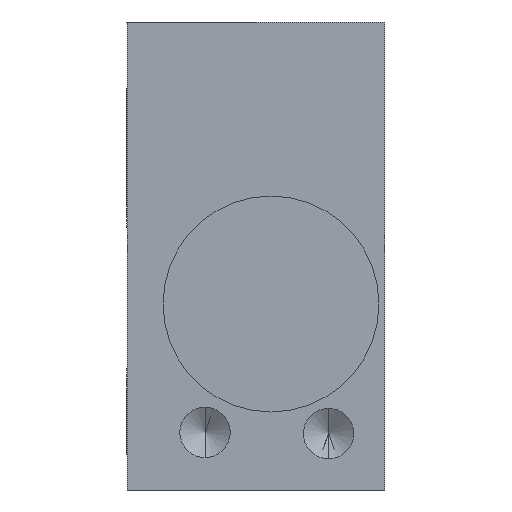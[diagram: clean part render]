
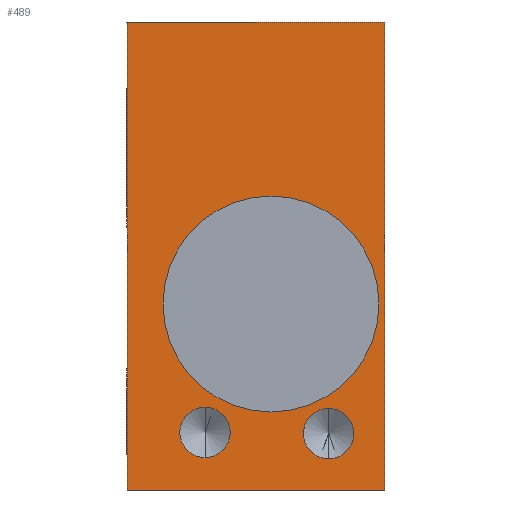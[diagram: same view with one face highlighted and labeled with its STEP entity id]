
A CAD part, left-side view. The second image highlights one B-rep face of the part: STEP entity #489.
In plain terms, the highlighted planar face has unit normal (-1, 0, 0).
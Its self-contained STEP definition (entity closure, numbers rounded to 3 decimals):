
#19 = CARTESIAN_POINT ( 'NONE',  ( -27.5, 0., -39. ) ) ;
#66 = ORIENTED_EDGE ( 'NONE', *, *, #1763, .F. ) ;
#79 = EDGE_CURVE ( 'NONE', #1086, #3037, #3527, .T. ) ;
#194 = CIRCLE ( 'NONE', #2443, 2.1 ) ;
#251 = CIRCLE ( 'NONE', #3468, 9. ) ;
#293 = CARTESIAN_POINT ( 'NONE',  ( -27.5, 0., 0. ) ) ;
#322 = VERTEX_POINT ( 'NONE', #825 ) ;
#362 = CARTESIAN_POINT ( 'NONE',  ( -27.5, -21.5, 0. ) ) ;
#489 = ADVANCED_FACE ( 'NONE', ( #4503, #4524, #2002, #955 ), #2757, .T. ) ;
#598 = VERTEX_POINT ( 'NONE', #3423 ) ;
#625 = AXIS2_PLACEMENT_3D ( 'NONE', #1404, #1776, #747 ) ;
#697 = DIRECTION ( 'NONE',  ( 0., -1., 0. ) ) ;
#707 = DIRECTION ( 'NONE',  ( 0., 0., 1. ) ) ;
#747 = DIRECTION ( 'NONE',  ( 0., 0., 1. ) ) ;
#772 = EDGE_CURVE ( 'NONE', #2993, #322, #251, .T. ) ;
#780 = EDGE_CURVE ( 'NONE', #1637, #1459, #3908, .T. ) ;
#825 = CARTESIAN_POINT ( 'NONE',  ( -27.5, -21., -23.5 ) ) ;
#829 = AXIS2_PLACEMENT_3D ( 'NONE', #1812, #3258, #2863 ) ;
#918 = DIRECTION ( 'NONE',  ( 0., 0., 1. ) ) ;
#929 = DIRECTION ( 'NONE',  ( -1., 0., 0. ) ) ;
#955 = FACE_OUTER_BOUND ( 'NONE', #3488, .T. ) ;
#991 = ORIENTED_EDGE ( 'NONE', *, *, #4067, .F. ) ;
#1021 = ORIENTED_EDGE ( 'NONE', *, *, #2434, .F. ) ;
#1086 = VERTEX_POINT ( 'NONE', #4240 ) ;
#1239 = DIRECTION ( 'NONE',  ( -1., 0., 0. ) ) ;
#1245 = ORIENTED_EDGE ( 'NONE', *, *, #1964, .F. ) ;
#1291 = VECTOR ( 'NONE', #3582, 1000. ) ;
#1363 = VERTEX_POINT ( 'NONE', #3682 ) ;
#1376 = CARTESIAN_POINT ( 'NONE',  ( -27.5, -12., -23.5 ) ) ;
#1404 = CARTESIAN_POINT ( 'NONE',  ( -27.5, -16.8, -34.3 ) ) ;
#1426 = LINE ( 'NONE', #3254, #1291 ) ;
#1439 = DIRECTION ( 'NONE',  ( -1., 0., 0. ) ) ;
#1459 = VERTEX_POINT ( 'NONE', #362 ) ;
#1483 = CIRCLE ( 'NONE', #4113, 2.1 ) ;
#1494 = EDGE_CURVE ( 'NONE', #2230, #1363, #2870, .T. ) ;
#1515 = CIRCLE ( 'NONE', #625, 2.1 ) ;
#1536 = AXIS2_PLACEMENT_3D ( 'NONE', #3212, #2809, #3124 ) ;
#1637 = VERTEX_POINT ( 'NONE', #293 ) ;
#1700 = ORIENTED_EDGE ( 'NONE', *, *, #780, .F. ) ;
#1749 = CARTESIAN_POINT ( 'NONE',  ( -27.5, 0., 0. ) ) ;
#1759 = CARTESIAN_POINT ( 'NONE',  ( -27.5, 0., -39. ) ) ;
#1763 = EDGE_CURVE ( 'NONE', #2230, #1637, #1779, .T. ) ;
#1776 = DIRECTION ( 'NONE',  ( -1., 0., 0. ) ) ;
#1779 = LINE ( 'NONE', #1759, #2731 ) ;
#1795 = EDGE_CURVE ( 'NONE', #3037, #1086, #194, .T. ) ;
#1812 = CARTESIAN_POINT ( 'NONE',  ( -27.5, -6.5, -34.2 ) ) ;
#1841 = DIRECTION ( 'NONE',  ( 0., 0., 1. ) ) ;
#1950 = EDGE_CURVE ( 'NONE', #1363, #1459, #1426, .T. ) ;
#1964 = EDGE_CURVE ( 'NONE', #598, #2636, #1515, .T. ) ;
#2002 = FACE_BOUND ( 'NONE', #3056, .T. ) ;
#2011 = CARTESIAN_POINT ( 'NONE',  ( -27.5, -16.8, -36.4 ) ) ;
#2230 = VERTEX_POINT ( 'NONE', #3249 ) ;
#2358 = DIRECTION ( 'NONE',  ( 0., -1., 0. ) ) ;
#2377 = ORIENTED_EDGE ( 'NONE', *, *, #79, .F. ) ;
#2434 = EDGE_CURVE ( 'NONE', #2636, #598, #1483, .T. ) ;
#2443 = AXIS2_PLACEMENT_3D ( 'NONE', #4020, #1239, #918 ) ;
#2636 = VERTEX_POINT ( 'NONE', #2011 ) ;
#2722 = ORIENTED_EDGE ( 'NONE', *, *, #772, .F. ) ;
#2731 = VECTOR ( 'NONE', #1841, 1000. ) ;
#2749 = EDGE_LOOP ( 'NONE', ( #1245, #1021 ) ) ;
#2757 = PLANE ( 'NONE',  #2886 ) ;
#2809 = DIRECTION ( 'NONE',  ( -1., 0., 0. ) ) ;
#2863 = DIRECTION ( 'NONE',  ( 0., 0., 1. ) ) ;
#2867 = DIRECTION ( 'NONE',  ( -1., 0., 0. ) ) ;
#2870 = LINE ( 'NONE', #19, #3348 ) ;
#2886 = AXIS2_PLACEMENT_3D ( 'NONE', #4135, #929, #2358 ) ;
#2932 = DIRECTION ( 'NONE',  ( 0., -1., 0. ) ) ;
#2993 = VERTEX_POINT ( 'NONE', #3505 ) ;
#3037 = VERTEX_POINT ( 'NONE', #4195 ) ;
#3048 = CARTESIAN_POINT ( 'NONE',  ( -27.5, -16.8, -34.3 ) ) ;
#3056 = EDGE_LOOP ( 'NONE', ( #991, #2722 ) ) ;
#3087 = ORIENTED_EDGE ( 'NONE', *, *, #1494, .T. ) ;
#3124 = DIRECTION ( 'NONE',  ( 0., -1., 0. ) ) ;
#3212 = CARTESIAN_POINT ( 'NONE',  ( -27.5, -12., -23.5 ) ) ;
#3249 = CARTESIAN_POINT ( 'NONE',  ( -27.5, 0., -39. ) ) ;
#3254 = CARTESIAN_POINT ( 'NONE',  ( -27.5, -21.5, -39. ) ) ;
#3258 = DIRECTION ( 'NONE',  ( -1., 0., 0. ) ) ;
#3348 = VECTOR ( 'NONE', #2932, 1000. ) ;
#3423 = CARTESIAN_POINT ( 'NONE',  ( -27.5, -16.8, -32.2 ) ) ;
#3468 = AXIS2_PLACEMENT_3D ( 'NONE', #1376, #1439, #3861 ) ;
#3488 = EDGE_LOOP ( 'NONE', ( #1700, #66, #3087, #3759 ) ) ;
#3505 = CARTESIAN_POINT ( 'NONE',  ( -27.5, -3., -23.5 ) ) ;
#3527 = CIRCLE ( 'NONE', #829, 2.1 ) ;
#3582 = DIRECTION ( 'NONE',  ( 0., 0., 1. ) ) ;
#3682 = CARTESIAN_POINT ( 'NONE',  ( -27.5, -21.5, -39. ) ) ;
#3759 = ORIENTED_EDGE ( 'NONE', *, *, #1950, .T. ) ;
#3860 = CIRCLE ( 'NONE', #1536, 9. ) ;
#3861 = DIRECTION ( 'NONE',  ( 0., -1., 0. ) ) ;
#3908 = LINE ( 'NONE', #1749, #4056 ) ;
#3976 = ORIENTED_EDGE ( 'NONE', *, *, #1795, .F. ) ;
#4020 = CARTESIAN_POINT ( 'NONE',  ( -27.5, -6.5, -34.2 ) ) ;
#4056 = VECTOR ( 'NONE', #697, 1000. ) ;
#4067 = EDGE_CURVE ( 'NONE', #322, #2993, #3860, .T. ) ;
#4113 = AXIS2_PLACEMENT_3D ( 'NONE', #3048, #2867, #707 ) ;
#4135 = CARTESIAN_POINT ( 'NONE',  ( -27.5, 0., -39. ) ) ;
#4195 = CARTESIAN_POINT ( 'NONE',  ( -27.5, -6.5, -32.1 ) ) ;
#4240 = CARTESIAN_POINT ( 'NONE',  ( -27.5, -6.5, -36.3 ) ) ;
#4503 = FACE_BOUND ( 'NONE', #2749, .T. ) ;
#4524 = FACE_BOUND ( 'NONE', #4584, .T. ) ;
#4584 = EDGE_LOOP ( 'NONE', ( #3976, #2377 ) ) ;
